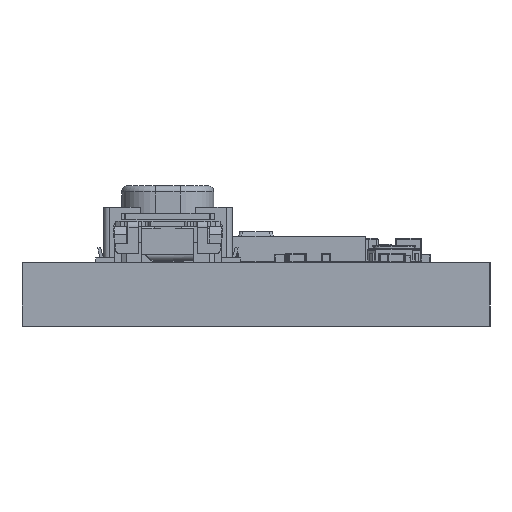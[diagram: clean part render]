
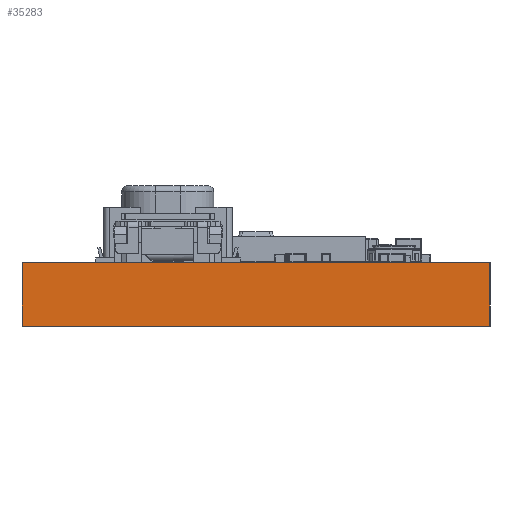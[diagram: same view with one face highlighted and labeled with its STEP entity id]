
A CAD part, left-side view. The second image highlights one B-rep face of the part: STEP entity #35283.
In plain terms, the highlighted planar face has unit normal (-1, 0, 0).
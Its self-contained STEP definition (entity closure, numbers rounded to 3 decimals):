
#4514=FACE_OUTER_BOUND('',#6424,.T.);
#6424=EDGE_LOOP('',(#24299,#24300,#24301,#24302));
#8509=LINE('',#49132,#12231);
#8608=LINE('',#49336,#12330);
#8609=LINE('',#49338,#12331);
#8610=LINE('',#49339,#12332);
#12231=VECTOR('',#40193,1.);
#12330=VECTOR('',#40300,1.);
#12331=VECTOR('',#40301,1.);
#12332=VECTOR('',#40302,1.);
#15952=VERTEX_POINT('',#49129);
#15953=VERTEX_POINT('',#49131);
#16054=VERTEX_POINT('',#49335);
#16055=VERTEX_POINT('',#49337);
#19162=EDGE_CURVE('',#15952,#15953,#8509,.T.);
#19264=EDGE_CURVE('',#15952,#16054,#8608,.T.);
#19265=EDGE_CURVE('',#16054,#16055,#8609,.T.);
#19266=EDGE_CURVE('',#15953,#16055,#8610,.T.);
#24299=ORIENTED_EDGE('',*,*,#19264,.T.);
#24300=ORIENTED_EDGE('',*,*,#19265,.T.);
#24301=ORIENTED_EDGE('',*,*,#19266,.F.);
#24302=ORIENTED_EDGE('',*,*,#19162,.F.);
#34095=PLANE('',#37528);
#35283=ADVANCED_FACE('',(#4514),#34095,.T.);
#37528=AXIS2_PLACEMENT_3D('',#49334,#40298,#40299);
#40193=DIRECTION('',(0.,1.,0.));
#40298=DIRECTION('center_axis',(-1.,0.,0.));
#40299=DIRECTION('ref_axis',(0.,1.,0.));
#40300=DIRECTION('',(0.,0.,1.));
#40301=DIRECTION('',(0.,1.,0.));
#40302=DIRECTION('',(0.,0.,1.));
#49129=CARTESIAN_POINT('',(0.,-7.62,0.));
#49131=CARTESIAN_POINT('',(0.,7.62,0.));
#49132=CARTESIAN_POINT('',(0.,-7.62,0.));
#49334=CARTESIAN_POINT('Origin',(0.,-7.62,0.));
#49335=CARTESIAN_POINT('',(0.,-7.62,2.072));
#49336=CARTESIAN_POINT('',(0.,-7.62,0.));
#49337=CARTESIAN_POINT('',(0.,7.62,2.072));
#49338=CARTESIAN_POINT('',(0.,-7.62,2.072));
#49339=CARTESIAN_POINT('',(0.,7.62,0.));
